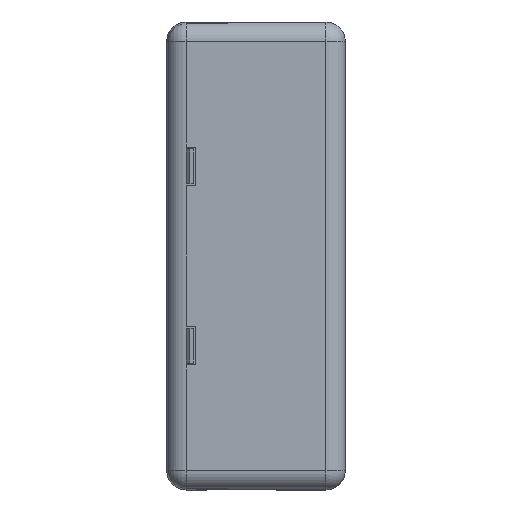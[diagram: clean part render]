
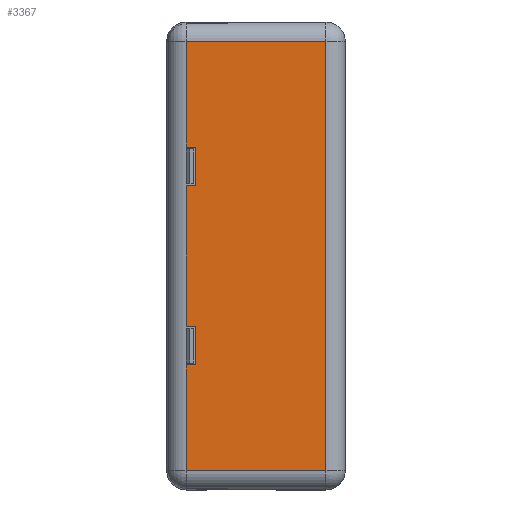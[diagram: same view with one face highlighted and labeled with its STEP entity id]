
A CAD part, left-side view. The second image highlights one B-rep face of the part: STEP entity #3367.
In plain terms, the highlighted planar face has unit normal (-1, 0, 0).
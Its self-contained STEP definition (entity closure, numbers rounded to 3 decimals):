
#26 = VECTOR ( 'NONE', #2332, 1000. ) ;
#47 = VERTEX_POINT ( 'NONE', #3448 ) ;
#76 = CARTESIAN_POINT ( 'NONE',  ( -34.25, 6.25, 7.293 ) ) ;
#89 = VECTOR ( 'NONE', #2879, 1000. ) ;
#101 = CARTESIAN_POINT ( 'NONE',  ( -34.25, 6.25, -11.293 ) ) ;
#106 = CARTESIAN_POINT ( 'NONE',  ( -34.25, 9.25, 22.25 ) ) ;
#114 = EDGE_CURVE ( 'NONE', #3340, #1401, #3061, .T. ) ;
#123 = AXIS2_PLACEMENT_3D ( 'NONE', #2948, #1477, #2360 ) ;
#204 = CARTESIAN_POINT ( 'NONE',  ( -34.25, 9.25, -22.25 ) ) ;
#242 = VERTEX_POINT ( 'NONE', #3497 ) ;
#251 = PLANE ( 'NONE',  #123 ) ;
#287 = VECTOR ( 'NONE', #1944, 1000. ) ;
#304 = EDGE_CURVE ( 'NONE', #2330, #2047, #918, .T. ) ;
#341 = ORIENTED_EDGE ( 'NONE', *, *, #608, .T. ) ;
#430 = VERTEX_POINT ( 'NONE', #489 ) ;
#486 = LINE ( 'NONE', #106, #2910 ) ;
#489 = CARTESIAN_POINT ( 'NONE',  ( -34.25, 7.25, 22.25 ) ) ;
#523 = EDGE_CURVE ( 'NONE', #430, #3728, #2872, .T. ) ;
#530 = CARTESIAN_POINT ( 'NONE',  ( -34.25, 6.25, -11.293 ) ) ;
#536 = DIRECTION ( 'NONE',  ( 0., -1., 0. ) ) ;
#608 = EDGE_CURVE ( 'NONE', #1705, #430, #486, .T. ) ;
#622 = CARTESIAN_POINT ( 'NONE',  ( -34.25, 6.25, 7.293 ) ) ;
#761 = EDGE_CURVE ( 'NONE', #1266, #3340, #3483, .T. ) ;
#806 = LINE ( 'NONE', #204, #287 ) ;
#810 = ORIENTED_EDGE ( 'NONE', *, *, #1058, .F. ) ;
#837 = ORIENTED_EDGE ( 'NONE', *, *, #2501, .T. ) ;
#861 = CARTESIAN_POINT ( 'NONE',  ( -34.25, 7.25, -24.25 ) ) ;
#915 = ORIENTED_EDGE ( 'NONE', *, *, #2904, .F. ) ;
#918 = LINE ( 'NONE', #2370, #2499 ) ;
#920 = VERTEX_POINT ( 'NONE', #2997 ) ;
#960 = ORIENTED_EDGE ( 'NONE', *, *, #1437, .T. ) ;
#999 = CARTESIAN_POINT ( 'NONE',  ( -34.25, 6.25, -11.293 ) ) ;
#1058 = EDGE_CURVE ( 'NONE', #3652, #47, #3572, .T. ) ;
#1266 = VERTEX_POINT ( 'NONE', #999 ) ;
#1397 = CARTESIAN_POINT ( 'NONE',  ( -34.25, 7.25, -22.25 ) ) ;
#1398 = ORIENTED_EDGE ( 'NONE', *, *, #304, .T. ) ;
#1401 = VERTEX_POINT ( 'NONE', #1397 ) ;
#1411 = ORIENTED_EDGE ( 'NONE', *, *, #523, .T. ) ;
#1437 = EDGE_CURVE ( 'NONE', #2047, #242, #3000, .T. ) ;
#1440 = VECTOR ( 'NONE', #1905, 1000. ) ;
#1445 = DIRECTION ( 'NONE',  ( 0., 0., 1. ) ) ;
#1477 = DIRECTION ( 'NONE',  ( 1., 0., 0. ) ) ;
#1546 = CARTESIAN_POINT ( 'NONE',  ( -34.25, 7.25, 7.293 ) ) ;
#1684 = LINE ( 'NONE', #3486, #89 ) ;
#1690 = CARTESIAN_POINT ( 'NONE',  ( -34.25, 7.25, -7.293 ) ) ;
#1705 = VERTEX_POINT ( 'NONE', #3036 ) ;
#1732 = CARTESIAN_POINT ( 'NONE',  ( -34.25, 6.25, 11.293 ) ) ;
#1782 = VECTOR ( 'NONE', #2699, 1000. ) ;
#1852 = VECTOR ( 'NONE', #3238, 1000. ) ;
#1905 = DIRECTION ( 'NONE',  ( 0., 0., -1. ) ) ;
#1921 = ORIENTED_EDGE ( 'NONE', *, *, #2459, .T. ) ;
#1934 = ORIENTED_EDGE ( 'NONE', *, *, #3233, .F. ) ;
#1944 = DIRECTION ( 'NONE',  ( 0., -1., 0. ) ) ;
#2022 = LINE ( 'NONE', #101, #2891 ) ;
#2047 = VERTEX_POINT ( 'NONE', #1690 ) ;
#2062 = ORIENTED_EDGE ( 'NONE', *, *, #761, .T. ) ;
#2067 = EDGE_CURVE ( 'NONE', #1401, #920, #806, .T. ) ;
#2086 = VECTOR ( 'NONE', #536, 1000. ) ;
#2143 = ORIENTED_EDGE ( 'NONE', *, *, #2067, .T. ) ;
#2222 = DIRECTION ( 'NONE',  ( 0., 0., 1. ) ) ;
#2250 = FACE_OUTER_BOUND ( 'NONE', #3438, .T. ) ;
#2260 = ORIENTED_EDGE ( 'NONE', *, *, #114, .T. ) ;
#2330 = VERTEX_POINT ( 'NONE', #1546 ) ;
#2332 = DIRECTION ( 'NONE',  ( 0., 0., -1. ) ) ;
#2360 = DIRECTION ( 'NONE',  ( 0., 0., -1. ) ) ;
#2370 = CARTESIAN_POINT ( 'NONE',  ( -34.25, 7.25, -24.25 ) ) ;
#2459 = EDGE_CURVE ( 'NONE', #242, #1266, #2022, .T. ) ;
#2484 = LINE ( 'NONE', #2511, #2521 ) ;
#2499 = VECTOR ( 'NONE', #2673, 1000. ) ;
#2501 = EDGE_CURVE ( 'NONE', #920, #1705, #2484, .T. ) ;
#2511 = CARTESIAN_POINT ( 'NONE',  ( -34.25, -7.25, 24.25 ) ) ;
#2521 = VECTOR ( 'NONE', #2222, 1000. ) ;
#2584 = CARTESIAN_POINT ( 'NONE',  ( -34.25, 6.25, -7.293 ) ) ;
#2642 = CARTESIAN_POINT ( 'NONE',  ( -34.25, 7.25, -11.293 ) ) ;
#2658 = CARTESIAN_POINT ( 'NONE',  ( -34.25, 7.25, -24.25 ) ) ;
#2673 = DIRECTION ( 'NONE',  ( 0., 0., -1. ) ) ;
#2699 = DIRECTION ( 'NONE',  ( 0., -1., 0. ) ) ;
#2872 = LINE ( 'NONE', #2658, #26 ) ;
#2879 = DIRECTION ( 'NONE',  ( 0., 1., 0. ) ) ;
#2891 = VECTOR ( 'NONE', #3715, 1000. ) ;
#2904 = EDGE_CURVE ( 'NONE', #2330, #3652, #3354, .T. ) ;
#2910 = VECTOR ( 'NONE', #3049, 1000. ) ;
#2948 = CARTESIAN_POINT ( 'NONE',  ( -34.25, 9.25, 24.25 ) ) ;
#2997 = CARTESIAN_POINT ( 'NONE',  ( -34.25, -7.25, -22.25 ) ) ;
#3000 = LINE ( 'NONE', #2584, #2086 ) ;
#3036 = CARTESIAN_POINT ( 'NONE',  ( -34.25, -7.25, 22.25 ) ) ;
#3049 = DIRECTION ( 'NONE',  ( 0., 1., 0. ) ) ;
#3061 = LINE ( 'NONE', #861, #1440 ) ;
#3160 = CARTESIAN_POINT ( 'NONE',  ( -34.25, 7.25, 11.293 ) ) ;
#3233 = EDGE_CURVE ( 'NONE', #47, #3728, #1684, .T. ) ;
#3238 = DIRECTION ( 'NONE',  ( 0., 1., 0. ) ) ;
#3340 = VERTEX_POINT ( 'NONE', #2642 ) ;
#3354 = LINE ( 'NONE', #622, #1782 ) ;
#3367 = ADVANCED_FACE ( 'NONE', ( #2250 ), #251, .F. ) ;
#3438 = EDGE_LOOP ( 'NONE', ( #960, #1921, #2062, #2260, #2143, #837, #341, #1411, #1934, #810, #915, #1398 ) ) ;
#3448 = CARTESIAN_POINT ( 'NONE',  ( -34.25, 6.25, 11.293 ) ) ;
#3478 = VECTOR ( 'NONE', #1445, 1000. ) ;
#3483 = LINE ( 'NONE', #530, #1852 ) ;
#3486 = CARTESIAN_POINT ( 'NONE',  ( -34.25, 6.25, 11.293 ) ) ;
#3497 = CARTESIAN_POINT ( 'NONE',  ( -34.25, 6.25, -7.293 ) ) ;
#3572 = LINE ( 'NONE', #1732, #3478 ) ;
#3652 = VERTEX_POINT ( 'NONE', #76 ) ;
#3715 = DIRECTION ( 'NONE',  ( 0., 0., -1. ) ) ;
#3728 = VERTEX_POINT ( 'NONE', #3160 ) ;
